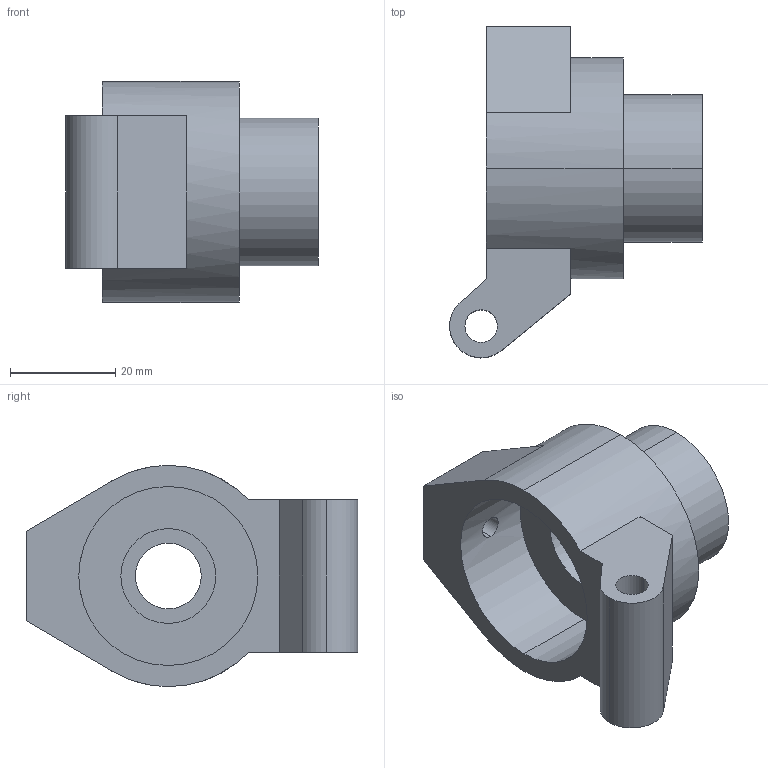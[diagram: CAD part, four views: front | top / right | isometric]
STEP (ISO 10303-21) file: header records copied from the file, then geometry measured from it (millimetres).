
FILE_DESCRIPTION (( 'STEP AP203' ), '1' );
FILE_NAME ('后轴座(数量2，直径18为轴承位共2处，4.2孔攻M5丝）.STEP', '2021-09-16T05:14:51', ( '' ), ( '' ), 'SwSTEP 2.0', 'SolidWorks 2018', '' );
FILE_SCHEMA (( 'CONFIG_CONTROL_DESIGN' ));
Length unit declared in the file: millimetre
Products named in the file (1): 后轴座(数量2，直径18为轴承位共2处，4.2孔攻M5丝）
Bounding box: 48 x 63 x 42 mm (x, y, z)
Volume: 35632.2 mm3; surface area: 12772.4 mm2
Topology: 1 solids, 1 shells, 33 faces, 81 edges, 54 vertices
Faces by surface type: cylinder 18, plane 15
Entity records: 1132 total; most frequent: CARTESIAN_POINT 223, DIRECTION 185, ORIENTED_EDGE 162, EDGE_CURVE 81, AXIS2_PLACEMENT_3D 72, VERTEX_POINT 54, EDGE_LOOP 43, VECTOR 41
